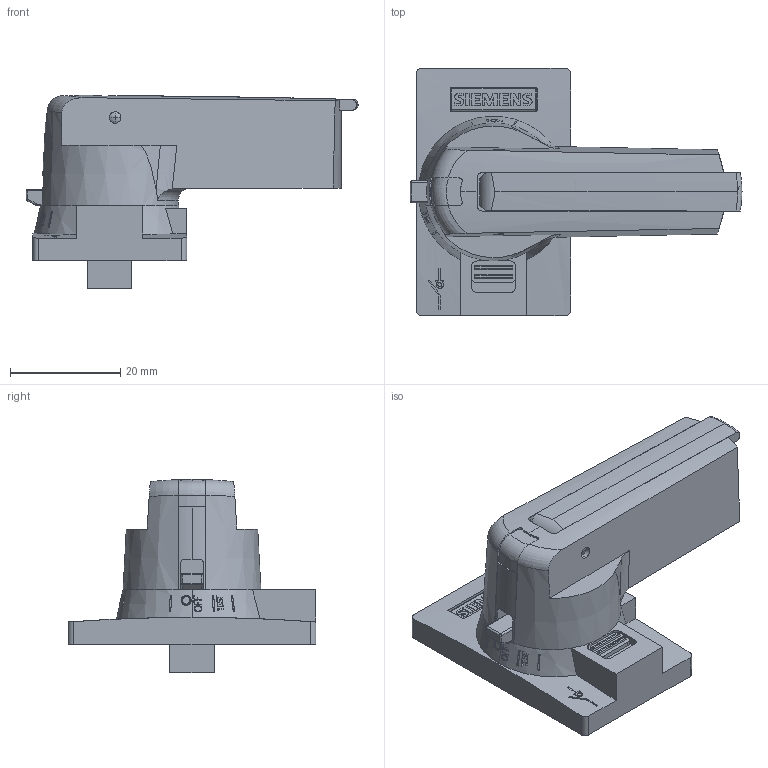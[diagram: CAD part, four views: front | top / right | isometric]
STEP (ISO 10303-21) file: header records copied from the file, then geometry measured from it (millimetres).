
FILE_DESCRIPTION(('STEP AP214'),'1');
FILE_NAME('cctmp_9A258CB4-6B26-4CD9-A98B-1E712DE814C6_2023_04_14_00_59_43_0555..stp','2023-04-13T22:59:44',('SIEMENS A&D'),('CADClick - www.CADClick.com'),'Spatial InterOp 3D postprocessed',' ','unknown authorization');
FILE_SCHEMA(('AUTOMOTIVE_DESIGN'));
Length unit declared in the file: millimetre
Products named in the file (1): 2023_04_14_00_59_43_0524
Bounding box: 60.15 x 44.9 x 35 mm (x, y, z)
Volume: 23509 mm3; surface area: 9604 mm2
Topology: 1 solids, 1 shells, 552 faces, 1502 edges, 968 vertices
Faces by surface type: plane 355, cylinder 131, sphere 26, cone 25, torus 9, bspline 6
Entity records: 31970 total; most frequent: CARTESIAN_POINT 6484, STYLED_ITEM 3001, PRESENTATION_STYLE_ASSIGNMENT 3001, DIRECTION 2965, ORIENTED_EDGE 2960, EDGE_CURVE 1480, CURVE_STYLE 1480, DRAUGHTING_PRE_DEFINED_CURVE_FONT 1480
